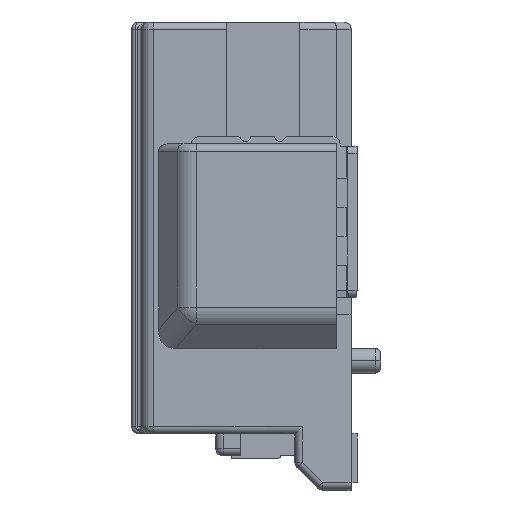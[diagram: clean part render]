
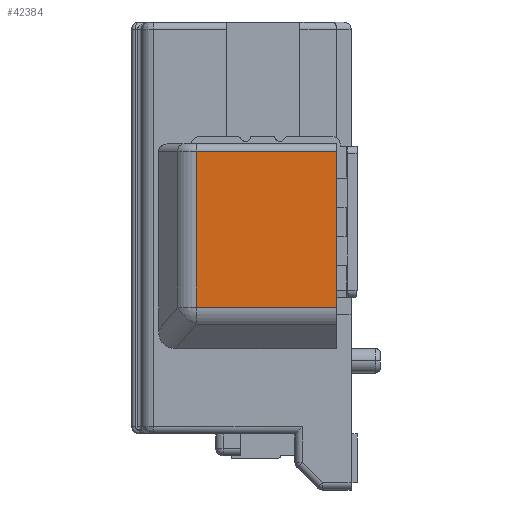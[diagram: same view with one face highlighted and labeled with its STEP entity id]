
A CAD part, left-side view. The second image highlights one B-rep face of the part: STEP entity #42384.
In plain terms, the highlighted planar face has unit normal (-1, 0, 0).
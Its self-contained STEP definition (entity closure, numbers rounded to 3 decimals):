
#2354=DIRECTION('',(0.,0.,-1.));
#2355=VECTOR('',#2354,6.397);
#2356=CARTESIAN_POINT('',(-16.1,0.6,-5.3));
#2357=LINE('',#2356,#2355);
#15265=DIRECTION('',(0.,1.,0.));
#15266=VECTOR('',#15265,5.755);
#15267=CARTESIAN_POINT('',(-16.1,0.6,-5.3));
#15268=LINE('',#15267,#15266);
#15269=DIRECTION('',(0.,1.,0.));
#15270=VECTOR('',#15269,5.755);
#15271=CARTESIAN_POINT('',(-16.1,0.6,-11.697));
#15272=LINE('',#15271,#15270);
#15273=DIRECTION('',(0.,0.,-1.));
#15274=VECTOR('',#15273,6.397);
#15275=CARTESIAN_POINT('',(-16.1,6.355,-5.3));
#15276=LINE('',#15275,#15274);
#16540=CARTESIAN_POINT('',(-16.1,0.6,-11.697));
#16542=VERTEX_POINT('',#16540);
#16544=CARTESIAN_POINT('',(-16.1,6.355,-11.697));
#16545=VERTEX_POINT('',#16544);
#16564=CARTESIAN_POINT('',(-16.1,6.355,-5.3));
#16565=VERTEX_POINT('',#16564);
#16567=CARTESIAN_POINT('',(-16.1,0.6,-5.3));
#16569=VERTEX_POINT('',#16567);
#42371=CARTESIAN_POINT('',(-16.1,0.6,-5.));
#42372=DIRECTION('',(-1.,0.,0.));
#42373=DIRECTION('',(0.,0.,-1.));
#42374=AXIS2_PLACEMENT_3D('',#42371,#42372,#42373);
#42375=PLANE('',#42374);
#42376=ORIENTED_EDGE('',*,*,#42363,.F.);
#42377=ORIENTED_EDGE('',*,*,#22853,.T.);
#42379=ORIENTED_EDGE('',*,*,#42378,.T.);
#42381=ORIENTED_EDGE('',*,*,#42380,.F.);
#42382=EDGE_LOOP('',(#42376,#42377,#42379,#42381));
#42383=FACE_OUTER_BOUND('',#42382,.F.);
#42384=ADVANCED_FACE('',(#42383),#42375,.T.);
#22853=EDGE_CURVE('',#16569,#16542,#2357,.T.);
#42363=EDGE_CURVE('',#16569,#16565,#15268,.T.);
#42378=EDGE_CURVE('',#16542,#16545,#15272,.T.);
#42380=EDGE_CURVE('',#16565,#16545,#15276,.T.);
